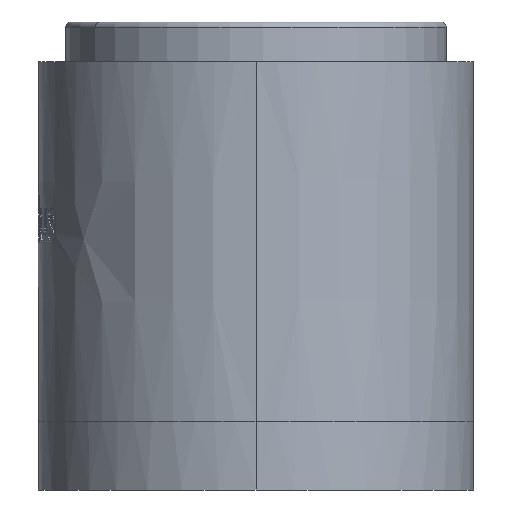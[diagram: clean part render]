
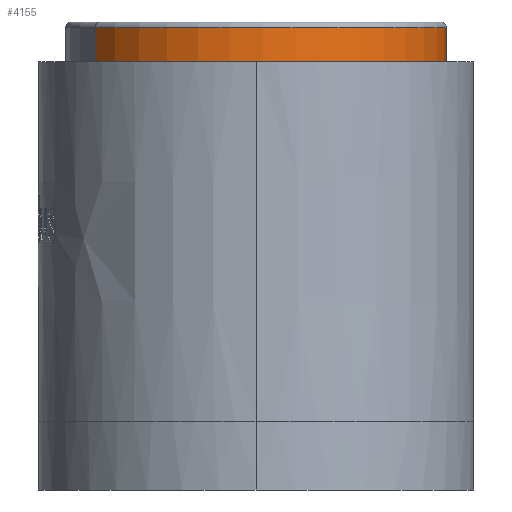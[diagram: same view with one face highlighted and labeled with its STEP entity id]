
A CAD part, left-side view. The second image highlights one B-rep face of the part: STEP entity #4155.
In plain terms, the highlighted cylindrical face has radius 335 mm (diameter 670 mm), a partial arc.
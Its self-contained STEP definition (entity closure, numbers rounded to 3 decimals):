
#111 = VERTEX_POINT ( 'NONE', #9770 ) ;
#1067 = CARTESIAN_POINT ( 'NONE',  ( 178.396, -283.549, 634. ) ) ;
#1710 = VERTEX_POINT ( 'NONE', #1067 ) ;
#2136 = LINE ( 'NONE', #9124, #13523 ) ;
#3326 = CYLINDRICAL_SURFACE ( 'NONE', #5537, 335. ) ;
#3995 = VERTEX_POINT ( 'NONE', #7360 ) ;
#4155 = ADVANCED_FACE ( 'NONE', ( #8046 ), #3326, .T. ) ;
#5537 = AXIS2_PLACEMENT_3D ( 'NONE', #15029, #18694, #6439 ) ;
#6439 = DIRECTION ( 'NONE',  ( -0.533, 0.846, 0. ) ) ;
#6933 = CIRCLE ( 'NONE', #14990, 335. ) ;
#7360 = CARTESIAN_POINT ( 'NONE',  ( 178.396, -283.549, 694. ) ) ;
#7538 = ORIENTED_EDGE ( 'NONE', *, *, #7595, .F. ) ;
#7595 = EDGE_CURVE ( 'NONE', #3995, #1710, #21561, .T. ) ;
#8046 = FACE_OUTER_BOUND ( 'NONE', #9476, .T. ) ;
#8893 = ORIENTED_EDGE ( 'NONE', *, *, #11372, .F. ) ;
#9124 = CARTESIAN_POINT ( 'NONE',  ( -178.396, 283.549, 634. ) ) ;
#9458 = EDGE_CURVE ( 'NONE', #3995, #111, #18371, .T. ) ;
#9476 = EDGE_LOOP ( 'NONE', ( #7538, #15018, #22098, #8893 ) ) ;
#9556 = DIRECTION ( 'NONE',  ( 0., 0., -1. ) ) ;
#9770 = CARTESIAN_POINT ( 'NONE',  ( -178.396, 283.549, 694. ) ) ;
#10318 = CARTESIAN_POINT ( 'NONE',  ( -178.396, 283.549, 634. ) ) ;
#10615 = DIRECTION ( 'NONE',  ( 0., 0., -1. ) ) ;
#11206 = CARTESIAN_POINT ( 'NONE',  ( 0., 0., 694. ) ) ;
#11253 = DIRECTION ( 'NONE',  ( 0., 0., -1. ) ) ;
#11372 = EDGE_CURVE ( 'NONE', #1710, #14279, #6933, .T. ) ;
#13523 = VECTOR ( 'NONE', #10615, 1000. ) ;
#14279 = VERTEX_POINT ( 'NONE', #10318 ) ;
#14990 = AXIS2_PLACEMENT_3D ( 'NONE', #16548, #9556, #19445 ) ;
#15018 = ORIENTED_EDGE ( 'NONE', *, *, #9458, .T. ) ;
#15029 = CARTESIAN_POINT ( 'NONE',  ( 0., 0., 634. ) ) ;
#16114 = EDGE_CURVE ( 'NONE', #111, #14279, #2136, .T. ) ;
#16548 = CARTESIAN_POINT ( 'NONE',  ( 0., 0., 634. ) ) ;
#18371 = CIRCLE ( 'NONE', #19104, 335. ) ;
#18694 = DIRECTION ( 'NONE',  ( 0., 0., -1. ) ) ;
#19104 = AXIS2_PLACEMENT_3D ( 'NONE', #11206, #21397, #20029 ) ;
#19445 = DIRECTION ( 'NONE',  ( -0.533, 0.846, 0. ) ) ;
#19462 = VECTOR ( 'NONE', #11253, 1000. ) ;
#19965 = CARTESIAN_POINT ( 'NONE',  ( 178.396, -283.549, 634. ) ) ;
#20029 = DIRECTION ( 'NONE',  ( -0.533, 0.846, 0. ) ) ;
#21397 = DIRECTION ( 'NONE',  ( 0., 0., -1. ) ) ;
#21561 = LINE ( 'NONE', #19965, #19462 ) ;
#22098 = ORIENTED_EDGE ( 'NONE', *, *, #16114, .T. ) ;
